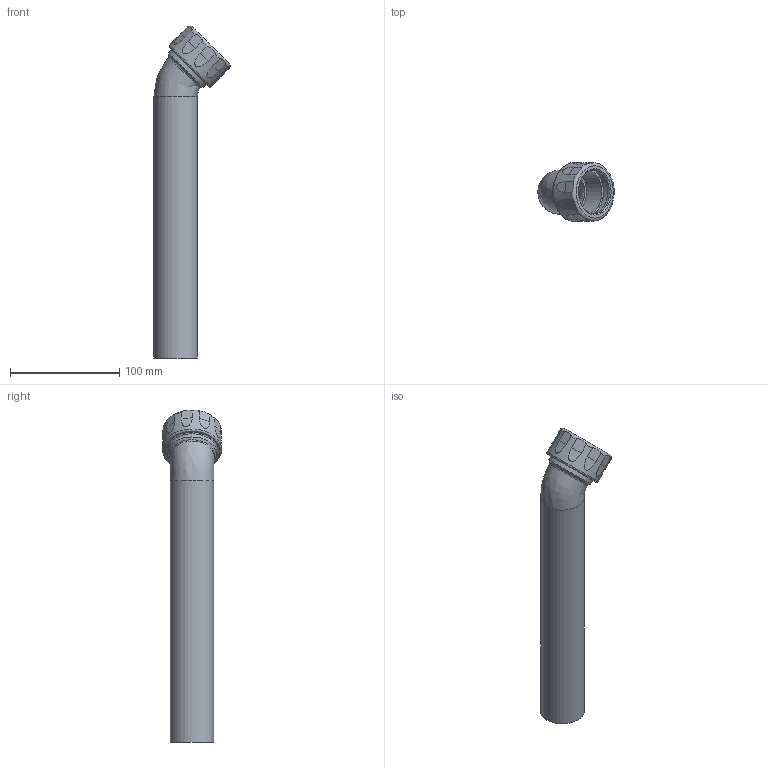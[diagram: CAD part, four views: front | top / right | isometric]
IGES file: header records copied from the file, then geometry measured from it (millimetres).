
Global section: file name: 152222; native system: Autodesk Inventor 2014; preprocessor: unknown; author: seihe2; date: 20160727.102546; units: millimetre
Bounding box: 69.97 x 54 x 304.48 mm (x, y, z)
Volume: 59839.1 mm3; surface area: 82610.8 mm2
Topology: 3 solids, 3 shells, 50 faces, 136 edges, 95 vertices
Faces by surface type: revolution 21, plane 19, cylinder 5, cone 3, bspline 2
Full cylindrical faces by diameter (mm): 40 x1, 44.5 x2, 48 x1, 54 x1
